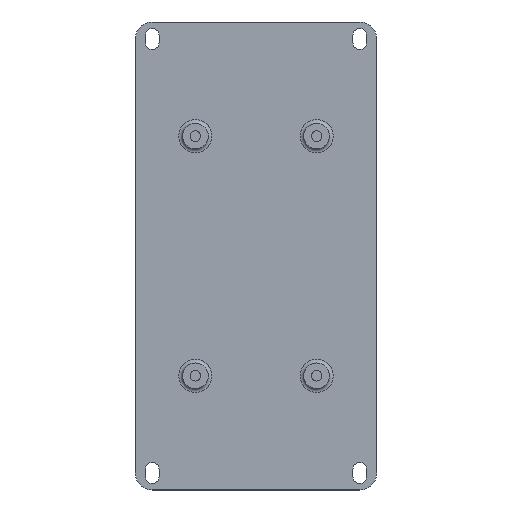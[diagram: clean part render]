
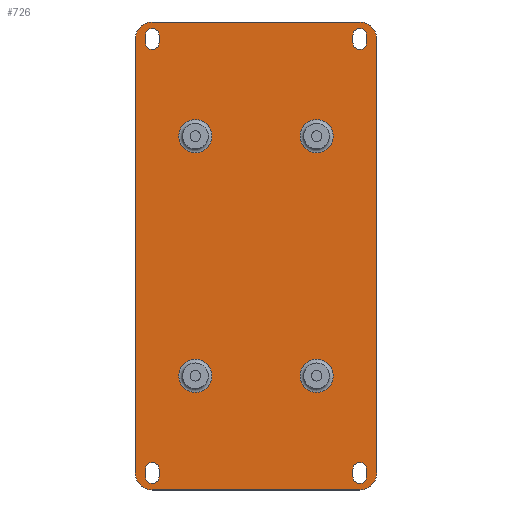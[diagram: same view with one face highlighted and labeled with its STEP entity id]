
A CAD part, top view. The second image highlights one B-rep face of the part: STEP entity #726.
In plain terms, the highlighted planar face has unit normal (0, 0, 1).
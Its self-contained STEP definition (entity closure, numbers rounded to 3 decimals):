
#35=FACE_BOUND('',#233,.T.);
#36=FACE_BOUND('',#234,.T.);
#37=FACE_BOUND('',#235,.T.);
#38=FACE_BOUND('',#236,.T.);
#39=FACE_BOUND('',#237,.T.);
#40=FACE_BOUND('',#238,.T.);
#41=FACE_BOUND('',#239,.T.);
#42=FACE_BOUND('',#240,.T.);
#51=LINE('',#1137,#107);
#52=LINE('',#1141,#108);
#53=LINE('',#1145,#109);
#54=LINE('',#1148,#110);
#55=LINE('',#1157,#111);
#56=LINE('',#1160,#112);
#57=LINE('',#1165,#113);
#58=LINE('',#1168,#114);
#59=LINE('',#1171,#115);
#60=LINE('',#1175,#116);
#61=LINE('',#1181,#117);
#62=LINE('',#1184,#118);
#107=VECTOR('',#893,10.);
#108=VECTOR('',#896,10.);
#109=VECTOR('',#899,10.);
#110=VECTOR('',#902,10.);
#111=VECTOR('',#909,10.);
#112=VECTOR('',#912,10.);
#113=VECTOR('',#915,10.);
#114=VECTOR('',#918,10.);
#115=VECTOR('',#919,10.);
#116=VECTOR('',#922,10.);
#117=VECTOR('',#927,10.);
#118=VECTOR('',#930,10.);
#163=PLANE('',#789);
#186=FACE_OUTER_BOUND('',#232,.T.);
#232=EDGE_LOOP('',(#517,#518,#519,#520,#521,#522,#523,#524));
#233=EDGE_LOOP('',(#525));
#234=EDGE_LOOP('',(#526));
#235=EDGE_LOOP('',(#527,#528,#529,#530));
#236=EDGE_LOOP('',(#531,#532,#533,#534));
#237=EDGE_LOOP('',(#535,#536,#537,#538));
#238=EDGE_LOOP('',(#539,#540,#541,#542));
#239=EDGE_LOOP('',(#543));
#240=EDGE_LOOP('',(#544));
#295=CIRCLE('',#788,4.4);
#296=CIRCLE('',#790,4.5);
#297=CIRCLE('',#791,4.5);
#298=CIRCLE('',#792,4.5);
#299=CIRCLE('',#793,4.5);
#300=CIRCLE('',#794,4.4);
#301=CIRCLE('',#795,4.4);
#302=CIRCLE('',#796,1.8);
#303=CIRCLE('',#797,1.8);
#304=CIRCLE('',#798,1.8);
#305=CIRCLE('',#799,1.8);
#306=CIRCLE('',#800,1.8);
#307=CIRCLE('',#801,1.8);
#308=CIRCLE('',#802,1.8);
#309=CIRCLE('',#803,1.8);
#310=CIRCLE('',#804,4.4);
#342=VERTEX_POINT('',#1129);
#343=VERTEX_POINT('',#1133);
#344=VERTEX_POINT('',#1134);
#345=VERTEX_POINT('',#1136);
#346=VERTEX_POINT('',#1138);
#347=VERTEX_POINT('',#1140);
#348=VERTEX_POINT('',#1142);
#349=VERTEX_POINT('',#1144);
#350=VERTEX_POINT('',#1146);
#351=VERTEX_POINT('',#1149);
#352=VERTEX_POINT('',#1151);
#353=VERTEX_POINT('',#1153);
#354=VERTEX_POINT('',#1154);
#355=VERTEX_POINT('',#1156);
#356=VERTEX_POINT('',#1158);
#357=VERTEX_POINT('',#1161);
#358=VERTEX_POINT('',#1162);
#359=VERTEX_POINT('',#1164);
#360=VERTEX_POINT('',#1166);
#361=VERTEX_POINT('',#1169);
#362=VERTEX_POINT('',#1170);
#363=VERTEX_POINT('',#1172);
#364=VERTEX_POINT('',#1174);
#365=VERTEX_POINT('',#1177);
#366=VERTEX_POINT('',#1178);
#367=VERTEX_POINT('',#1180);
#368=VERTEX_POINT('',#1182);
#369=VERTEX_POINT('',#1185);
#411=EDGE_CURVE('',#342,#342,#295,.T.);
#412=EDGE_CURVE('',#343,#344,#296,.T.);
#413=EDGE_CURVE('',#344,#345,#51,.T.);
#414=EDGE_CURVE('',#345,#346,#297,.T.);
#415=EDGE_CURVE('',#346,#347,#52,.T.);
#416=EDGE_CURVE('',#347,#348,#298,.T.);
#417=EDGE_CURVE('',#348,#349,#53,.T.);
#418=EDGE_CURVE('',#349,#350,#299,.T.);
#419=EDGE_CURVE('',#350,#343,#54,.T.);
#420=EDGE_CURVE('',#351,#351,#300,.T.);
#421=EDGE_CURVE('',#352,#352,#301,.T.);
#422=EDGE_CURVE('',#353,#354,#302,.T.);
#423=EDGE_CURVE('',#354,#355,#55,.T.);
#424=EDGE_CURVE('',#355,#356,#303,.T.);
#425=EDGE_CURVE('',#356,#353,#56,.T.);
#426=EDGE_CURVE('',#357,#358,#304,.T.);
#427=EDGE_CURVE('',#358,#359,#57,.T.);
#428=EDGE_CURVE('',#359,#360,#305,.T.);
#429=EDGE_CURVE('',#360,#357,#58,.T.);
#430=EDGE_CURVE('',#361,#362,#59,.T.);
#431=EDGE_CURVE('',#362,#363,#306,.T.);
#432=EDGE_CURVE('',#363,#364,#60,.T.);
#433=EDGE_CURVE('',#364,#361,#307,.T.);
#434=EDGE_CURVE('',#365,#366,#308,.T.);
#435=EDGE_CURVE('',#366,#367,#61,.T.);
#436=EDGE_CURVE('',#367,#368,#309,.T.);
#437=EDGE_CURVE('',#368,#365,#62,.T.);
#438=EDGE_CURVE('',#369,#369,#310,.T.);
#517=ORIENTED_EDGE('',*,*,#412,.T.);
#518=ORIENTED_EDGE('',*,*,#413,.T.);
#519=ORIENTED_EDGE('',*,*,#414,.T.);
#520=ORIENTED_EDGE('',*,*,#415,.T.);
#521=ORIENTED_EDGE('',*,*,#416,.T.);
#522=ORIENTED_EDGE('',*,*,#417,.T.);
#523=ORIENTED_EDGE('',*,*,#418,.T.);
#524=ORIENTED_EDGE('',*,*,#419,.T.);
#525=ORIENTED_EDGE('',*,*,#420,.F.);
#526=ORIENTED_EDGE('',*,*,#421,.F.);
#527=ORIENTED_EDGE('',*,*,#422,.T.);
#528=ORIENTED_EDGE('',*,*,#423,.T.);
#529=ORIENTED_EDGE('',*,*,#424,.T.);
#530=ORIENTED_EDGE('',*,*,#425,.T.);
#531=ORIENTED_EDGE('',*,*,#426,.T.);
#532=ORIENTED_EDGE('',*,*,#427,.T.);
#533=ORIENTED_EDGE('',*,*,#428,.T.);
#534=ORIENTED_EDGE('',*,*,#429,.T.);
#535=ORIENTED_EDGE('',*,*,#430,.T.);
#536=ORIENTED_EDGE('',*,*,#431,.T.);
#537=ORIENTED_EDGE('',*,*,#432,.T.);
#538=ORIENTED_EDGE('',*,*,#433,.T.);
#539=ORIENTED_EDGE('',*,*,#434,.T.);
#540=ORIENTED_EDGE('',*,*,#435,.T.);
#541=ORIENTED_EDGE('',*,*,#436,.T.);
#542=ORIENTED_EDGE('',*,*,#437,.T.);
#543=ORIENTED_EDGE('',*,*,#438,.F.);
#544=ORIENTED_EDGE('',*,*,#411,.F.);
#726=ADVANCED_FACE('',(#186,#35,#36,#37,#38,#39,#40,#41,#42),#163,.T.);
#788=AXIS2_PLACEMENT_3D('',#1131,#887,#888);
#789=AXIS2_PLACEMENT_3D('',#1132,#889,#890);
#790=AXIS2_PLACEMENT_3D('',#1135,#891,#892);
#791=AXIS2_PLACEMENT_3D('',#1139,#894,#895);
#792=AXIS2_PLACEMENT_3D('',#1143,#897,#898);
#793=AXIS2_PLACEMENT_3D('',#1147,#900,#901);
#794=AXIS2_PLACEMENT_3D('',#1150,#903,#904);
#795=AXIS2_PLACEMENT_3D('',#1152,#905,#906);
#796=AXIS2_PLACEMENT_3D('',#1155,#907,#908);
#797=AXIS2_PLACEMENT_3D('',#1159,#910,#911);
#798=AXIS2_PLACEMENT_3D('',#1163,#913,#914);
#799=AXIS2_PLACEMENT_3D('',#1167,#916,#917);
#800=AXIS2_PLACEMENT_3D('',#1173,#920,#921);
#801=AXIS2_PLACEMENT_3D('',#1176,#923,#924);
#802=AXIS2_PLACEMENT_3D('',#1179,#925,#926);
#803=AXIS2_PLACEMENT_3D('',#1183,#928,#929);
#804=AXIS2_PLACEMENT_3D('',#1186,#931,#932);
#887=DIRECTION('center_axis',(0.,0.,1.));
#888=DIRECTION('ref_axis',(-1.,0.,0.));
#889=DIRECTION('center_axis',(0.,0.,1.));
#890=DIRECTION('ref_axis',(1.,0.,0.));
#891=DIRECTION('center_axis',(0.,0.,1.));
#892=DIRECTION('ref_axis',(0.,-1.,0.));
#893=DIRECTION('',(0.,1.,0.));
#894=DIRECTION('center_axis',(0.,0.,1.));
#895=DIRECTION('ref_axis',(1.,0.,0.));
#896=DIRECTION('',(-1.,0.,0.));
#897=DIRECTION('center_axis',(0.,0.,1.));
#898=DIRECTION('ref_axis',(0.,1.,0.));
#899=DIRECTION('',(0.,-1.,0.));
#900=DIRECTION('center_axis',(0.,0.,1.));
#901=DIRECTION('ref_axis',(-1.,0.,0.));
#902=DIRECTION('',(1.,0.,0.));
#903=DIRECTION('center_axis',(0.,0.,1.));
#904=DIRECTION('ref_axis',(-1.,0.,0.));
#905=DIRECTION('center_axis',(0.,0.,1.));
#906=DIRECTION('ref_axis',(-1.,0.,0.));
#907=DIRECTION('center_axis',(0.,0.,-1.));
#908=DIRECTION('ref_axis',(1.,0.,0.));
#909=DIRECTION('',(0.,-1.,0.));
#910=DIRECTION('center_axis',(0.,0.,-1.));
#911=DIRECTION('ref_axis',(-1.,0.,0.));
#912=DIRECTION('',(0.,1.,0.));
#913=DIRECTION('center_axis',(0.,0.,-1.));
#914=DIRECTION('ref_axis',(-1.,0.,0.));
#915=DIRECTION('',(0.,1.,0.));
#916=DIRECTION('center_axis',(0.,0.,-1.));
#917=DIRECTION('ref_axis',(1.,0.,0.));
#918=DIRECTION('',(0.,-1.,0.));
#919=DIRECTION('',(0.,-1.,0.));
#920=DIRECTION('center_axis',(0.,0.,-1.));
#921=DIRECTION('ref_axis',(-1.,0.,0.));
#922=DIRECTION('',(0.,1.,0.));
#923=DIRECTION('center_axis',(0.,0.,-1.));
#924=DIRECTION('ref_axis',(1.,0.,0.));
#925=DIRECTION('center_axis',(0.,0.,-1.));
#926=DIRECTION('ref_axis',(-1.,0.,0.));
#927=DIRECTION('',(0.,1.,0.));
#928=DIRECTION('center_axis',(0.,0.,-1.));
#929=DIRECTION('ref_axis',(1.,0.,0.));
#930=DIRECTION('',(0.,-1.,0.));
#931=DIRECTION('center_axis',(0.,0.,1.));
#932=DIRECTION('ref_axis',(-1.,0.,0.));
#1129=CARTESIAN_POINT('',(-49.165,109.25,11.));
#1131=CARTESIAN_POINT('Origin',(-53.565,109.25,11.));
#1132=CARTESIAN_POINT('Origin',(-37.5,77.5,11.));
#1133=CARTESIAN_POINT('',(-10.,15.5,11.));
#1134=CARTESIAN_POINT('',(-5.5,20.,11.));
#1135=CARTESIAN_POINT('Origin',(-10.,20.,11.));
#1136=CARTESIAN_POINT('',(-5.5,135.,11.));
#1137=CARTESIAN_POINT('',(-5.5,135.,11.));
#1138=CARTESIAN_POINT('',(-10.,139.5,11.));
#1139=CARTESIAN_POINT('Origin',(-10.,135.,11.));
#1140=CARTESIAN_POINT('',(-65.,139.5,11.));
#1141=CARTESIAN_POINT('',(-10.,139.5,11.));
#1142=CARTESIAN_POINT('',(-69.5,135.,11.));
#1143=CARTESIAN_POINT('Origin',(-65.,135.,11.));
#1144=CARTESIAN_POINT('',(-69.5,20.,11.));
#1145=CARTESIAN_POINT('',(-69.5,20.,11.));
#1146=CARTESIAN_POINT('',(-65.,15.5,11.));
#1147=CARTESIAN_POINT('Origin',(-65.,20.,11.));
#1148=CARTESIAN_POINT('',(-10.,15.5,11.));
#1149=CARTESIAN_POINT('',(-17.035,109.25,11.));
#1150=CARTESIAN_POINT('Origin',(-21.435,109.25,11.));
#1151=CARTESIAN_POINT('',(-17.035,45.75,11.));
#1152=CARTESIAN_POINT('Origin',(-21.435,45.75,11.));
#1153=CARTESIAN_POINT('',(-66.8,136.,11.));
#1154=CARTESIAN_POINT('',(-63.2,136.,11.));
#1155=CARTESIAN_POINT('Origin',(-65.,136.,11.));
#1156=CARTESIAN_POINT('',(-63.2,134.,11.));
#1157=CARTESIAN_POINT('',(-63.2,134.,11.));
#1158=CARTESIAN_POINT('',(-66.8,134.,11.));
#1159=CARTESIAN_POINT('Origin',(-65.,134.,11.));
#1160=CARTESIAN_POINT('',(-66.8,136.,11.));
#1161=CARTESIAN_POINT('',(-63.2,19.,11.));
#1162=CARTESIAN_POINT('',(-66.8,19.,11.));
#1163=CARTESIAN_POINT('Origin',(-65.,19.,11.));
#1164=CARTESIAN_POINT('',(-66.8,21.,11.));
#1165=CARTESIAN_POINT('',(-66.8,19.,11.));
#1166=CARTESIAN_POINT('',(-63.2,21.,11.));
#1167=CARTESIAN_POINT('Origin',(-65.,21.,11.));
#1168=CARTESIAN_POINT('',(-63.2,21.,11.));
#1169=CARTESIAN_POINT('',(-8.2,136.,11.));
#1170=CARTESIAN_POINT('',(-8.2,134.,11.));
#1171=CARTESIAN_POINT('',(-8.2,134.,11.));
#1172=CARTESIAN_POINT('',(-11.8,134.,11.));
#1173=CARTESIAN_POINT('Origin',(-10.,134.,11.));
#1174=CARTESIAN_POINT('',(-11.8,136.,11.));
#1175=CARTESIAN_POINT('',(-11.8,136.,11.));
#1176=CARTESIAN_POINT('Origin',(-10.,136.,11.));
#1177=CARTESIAN_POINT('',(-8.2,19.,11.));
#1178=CARTESIAN_POINT('',(-11.8,19.,11.));
#1179=CARTESIAN_POINT('Origin',(-10.,19.,11.));
#1180=CARTESIAN_POINT('',(-11.8,21.,11.));
#1181=CARTESIAN_POINT('',(-11.8,19.,11.));
#1182=CARTESIAN_POINT('',(-8.2,21.,11.));
#1183=CARTESIAN_POINT('Origin',(-10.,21.,11.));
#1184=CARTESIAN_POINT('',(-8.2,21.,11.));
#1185=CARTESIAN_POINT('',(-49.165,45.75,11.));
#1186=CARTESIAN_POINT('Origin',(-53.565,45.75,11.));
